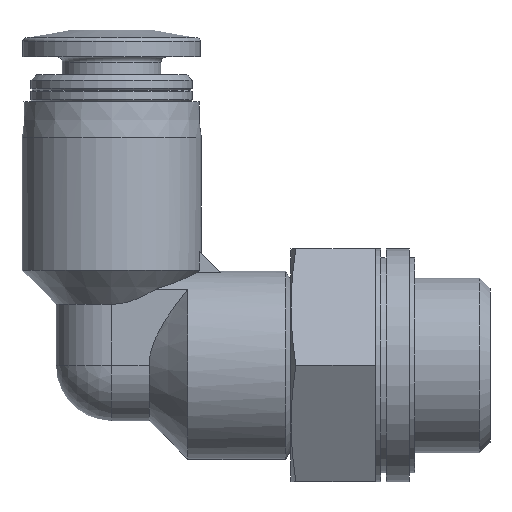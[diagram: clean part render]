
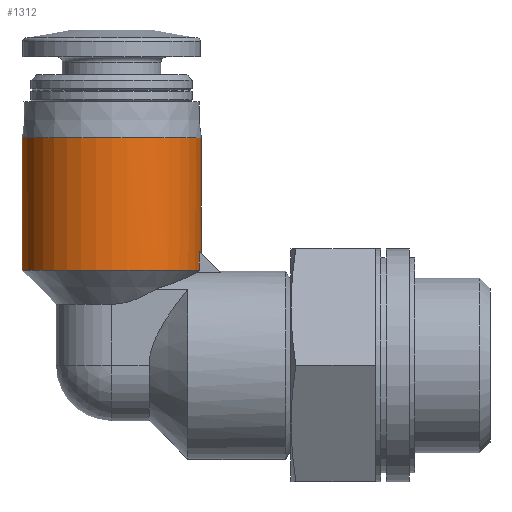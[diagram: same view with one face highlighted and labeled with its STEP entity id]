
A CAD part, left-side view. The second image highlights one B-rep face of the part: STEP entity #1312.
In plain terms, the highlighted cylindrical face has radius 5 mm (diameter 10 mm), a full revolution.
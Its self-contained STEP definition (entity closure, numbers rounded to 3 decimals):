
#94=LINE('',#1828,#124);
#95=LINE('',#1832,#125);
#124=VECTOR('',#1533,1000.);
#125=VECTOR('',#1536,1000.);
#152=ELLIPSE('',#1392,7.071,5.);
#165=ORIENTED_EDGE('',*,*,#381,.F.);
#166=ORIENTED_EDGE('',*,*,#382,.T.);
#167=ORIENTED_EDGE('',*,*,#383,.F.);
#168=ORIENTED_EDGE('',*,*,#384,.F.);
#169=ORIENTED_EDGE('',*,*,#385,.T.);
#381=EDGE_CURVE('',#489,#490,#560,.T.);
#382=EDGE_CURVE('',#489,#491,#94,.F.);
#383=EDGE_CURVE('',#492,#491,#152,.T.);
#384=EDGE_CURVE('',#490,#492,#95,.F.);
#385=EDGE_CURVE('',#493,#493,#561,.T.);
#489=VERTEX_POINT('',#1826);
#490=VERTEX_POINT('',#1827);
#491=VERTEX_POINT('',#1829);
#492=VERTEX_POINT('',#1831);
#493=VERTEX_POINT('',#1834);
#560=CIRCLE('',#1391,5.);
#561=CIRCLE('',#1393,5.);
#615=EDGE_LOOP('',(#165,#166,#167,#168));
#616=EDGE_LOOP('',(#169));
#720=FACE_BOUND('',#615,.T.);
#721=FACE_BOUND('',#616,.T.);
#823=CYLINDRICAL_SURFACE('',#1390,5.);
#1312=ADVANCED_FACE('',(#720,#721),#823,.T.);
#1390=AXIS2_PLACEMENT_3D('',#1824,#1529,#1530);
#1391=AXIS2_PLACEMENT_3D('',#1825,#1531,#1532);
#1392=AXIS2_PLACEMENT_3D('',#1830,#1534,#1535);
#1393=AXIS2_PLACEMENT_3D('',#1833,#1537,#1538);
#1529=DIRECTION('',(0.,0.,-1.));
#1530=DIRECTION('',(-1.,0.,0.));
#1531=DIRECTION('',(0.,0.,-1.));
#1532=DIRECTION('',(-1.,0.,0.));
#1533=DIRECTION('',(0.,0.,-1.));
#1534=DIRECTION('',(0.,0.707,-0.707));
#1535=DIRECTION('',(0.,-0.707,-0.707));
#1536=DIRECTION('',(0.,0.,-1.));
#1537=DIRECTION('',(0.,0.,-1.));
#1538=DIRECTION('',(-1.,0.,0.));
#1824=CARTESIAN_POINT('',(0.,16.9,0.));
#1825=CARTESIAN_POINT('',(0.,16.9,5.3));
#1826=CARTESIAN_POINT('',(-1.,12.001,5.3));
#1827=CARTESIAN_POINT('',(1.,12.001,5.3));
#1828=CARTESIAN_POINT('',(-1.,12.001,0.));
#1829=CARTESIAN_POINT('',(-1.,12.001,6.351));
#1830=CARTESIAN_POINT('',(0.,16.9,11.25));
#1831=CARTESIAN_POINT('',(1.,12.001,6.351));
#1832=CARTESIAN_POINT('',(1.,12.001,0.));
#1833=CARTESIAN_POINT('',(0.,16.9,12.7));
#1834=CARTESIAN_POINT('',(-5.,16.9,12.7));
